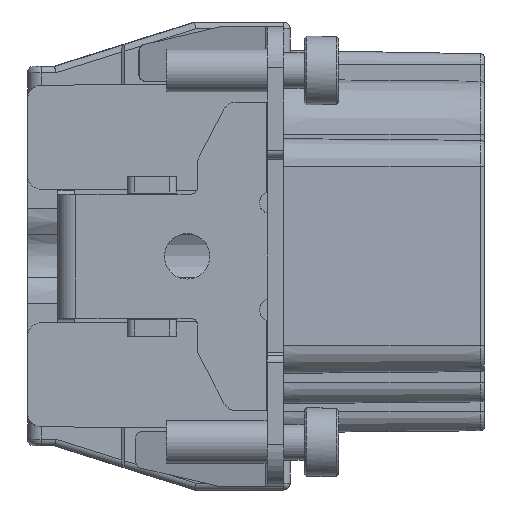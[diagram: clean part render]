
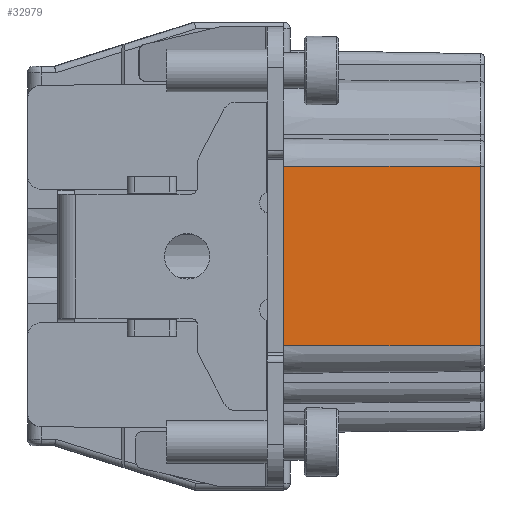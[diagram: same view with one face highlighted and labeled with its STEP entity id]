
A CAD part, left-side view. The second image highlights one B-rep face of the part: STEP entity #32979.
In plain terms, the highlighted planar face has unit normal (-1, -0.009, 0).
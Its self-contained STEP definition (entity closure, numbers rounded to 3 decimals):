
#304=DIRECTION('',(0.,0.,1.));
#305=VECTOR('',#304,13.05);
#306=CARTESIAN_POINT('',(408.7,-53.753,11.72));
#307=LINE('',#306,#305);
#317=DIRECTION('',(0.,0.,1.));
#318=VECTOR('',#317,13.05);
#319=CARTESIAN_POINT('',(408.575,-39.45,11.72));
#320=LINE('',#319,#318);
#321=DIRECTION('',(0.009,-1.,0.));
#322=VECTOR('',#321,14.303);
#323=CARTESIAN_POINT('',(408.575,-39.45,24.77));
#324=LINE('',#323,#322);
#13671=DIRECTION('',(0.009,-1.,0.));
#13672=VECTOR('',#13671,14.303);
#13673=CARTESIAN_POINT('',(408.575,-39.45,
11.72));
#13674=LINE('',#13673,#13672);
#26617=CARTESIAN_POINT('',(408.7,-53.753,
11.72));
#26618=VERTEX_POINT('',#26617);
#26619=CARTESIAN_POINT('',(408.575,-39.45,
11.72));
#26620=VERTEX_POINT('',#26619);
#26736=CARTESIAN_POINT('',(408.7,-53.753,
24.77));
#26738=VERTEX_POINT('',#26736);
#26741=CARTESIAN_POINT('',(408.575,-39.45,
24.77));
#26742=VERTEX_POINT('',#26741);
#32965=CARTESIAN_POINT('',(408.575,-39.45,
27.851));
#32966=DIRECTION('',(-1.,-0.009,0.));
#32967=DIRECTION('',(0.,0.,-1.));
#32968=AXIS2_PLACEMENT_3D('',#32965,#32966,#32967);
#32969=PLANE('',#32968);
#32971=ORIENTED_EDGE('',*,*,#32970,.T.);
#32973=ORIENTED_EDGE('',*,*,#32972,.T.);
#32974=ORIENTED_EDGE('',*,*,#32955,.F.);
#32976=ORIENTED_EDGE('',*,*,#32975,.F.);
#32977=EDGE_LOOP('',(#32971,#32973,#32974,#32976));
#32978=FACE_OUTER_BOUND('',#32977,.F.);
#32979=ADVANCED_FACE('',(#32978),#32969,.T.);
#32955=EDGE_CURVE('',#26618,#26738,#307,.T.);
#32970=EDGE_CURVE('',#26620,#26742,#320,.T.);
#32972=EDGE_CURVE('',#26742,#26738,#324,.T.);
#32975=EDGE_CURVE('',#26620,#26618,#13674,.T.);
